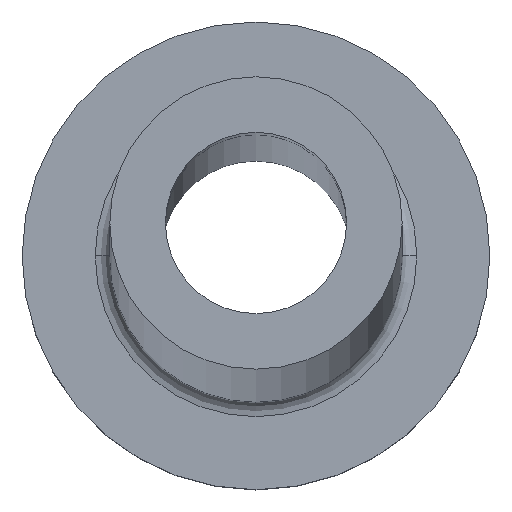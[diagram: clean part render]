
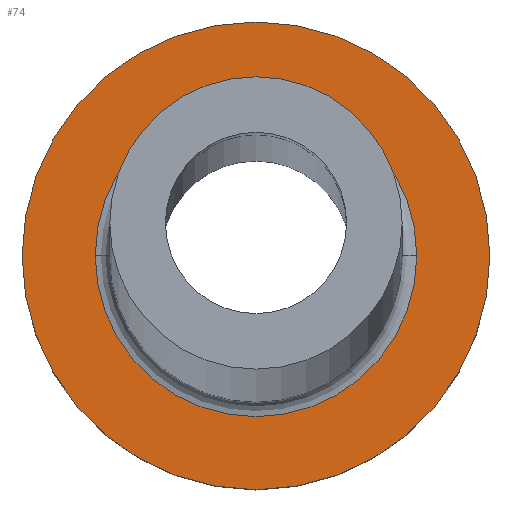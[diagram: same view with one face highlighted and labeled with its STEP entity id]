
A CAD part, top view. The second image highlights one B-rep face of the part: STEP entity #74.
In plain terms, the highlighted planar face has unit normal (0, 0, 1).
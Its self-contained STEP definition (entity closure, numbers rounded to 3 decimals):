
#9 = DIRECTION ( 'NONE',  ( 0., 0., -1. ) ) ;
#23 = CARTESIAN_POINT ( 'NONE',  ( 0., 0., 5. ) ) ;
#24 = FACE_BOUND ( 'NONE', #64, .T. ) ;
#61 = AXIS2_PLACEMENT_3D ( 'NONE', #363, #9, #156 ) ;
#63 = VERTEX_POINT ( 'NONE', #184 ) ;
#64 = EDGE_LOOP ( 'NONE', ( #276, #280 ) ) ;
#68 = CIRCLE ( 'NONE', #358, 8. ) ;
#71 = ORIENTED_EDGE ( 'NONE', *, *, #201, .T. ) ;
#74 = ADVANCED_FACE ( 'NONE', ( #24, #297 ), #266, .T. ) ;
#79 = CARTESIAN_POINT ( 'NONE',  ( 0., 0., 5. ) ) ;
#88 = DIRECTION ( 'NONE',  ( 1., 0., 0. ) ) ;
#92 = DIRECTION ( 'NONE',  ( 0., 0., 1. ) ) ;
#123 = CIRCLE ( 'NONE', #61, 5.5 ) ;
#132 = EDGE_CURVE ( 'NONE', #349, #283, #68, .T. ) ;
#145 = DIRECTION ( 'NONE',  ( 0., 0., 1. ) ) ;
#146 = CARTESIAN_POINT ( 'NONE',  ( 5.5, 0., 5. ) ) ;
#153 = CIRCLE ( 'NONE', #220, 5.5 ) ;
#156 = DIRECTION ( 'NONE',  ( 1., 0., 0. ) ) ;
#168 = CARTESIAN_POINT ( 'NONE',  ( 0., 0., 5. ) ) ;
#184 = CARTESIAN_POINT ( 'NONE',  ( -5.5, 0., 5. ) ) ;
#187 = DIRECTION ( 'NONE',  ( 1., 0., 0. ) ) ;
#195 = CARTESIAN_POINT ( 'NONE',  ( -8., 0., 5. ) ) ;
#201 = EDGE_CURVE ( 'NONE', #283, #349, #418, .T. ) ;
#210 = EDGE_CURVE ( 'NONE', #429, #63, #153, .T. ) ;
#213 = ORIENTED_EDGE ( 'NONE', *, *, #132, .T. ) ;
#220 = AXIS2_PLACEMENT_3D ( 'NONE', #79, #329, #88 ) ;
#231 = DIRECTION ( 'NONE',  ( 1., 0., 0. ) ) ;
#253 = EDGE_CURVE ( 'NONE', #63, #429, #123, .T. ) ;
#266 = PLANE ( 'NONE',  #369 ) ;
#276 = ORIENTED_EDGE ( 'NONE', *, *, #210, .T. ) ;
#280 = ORIENTED_EDGE ( 'NONE', *, *, #253, .T. ) ;
#283 = VERTEX_POINT ( 'NONE', #195 ) ;
#290 = AXIS2_PLACEMENT_3D ( 'NONE', #406, #145, #187 ) ;
#297 = FACE_OUTER_BOUND ( 'NONE', #387, .T. ) ;
#329 = DIRECTION ( 'NONE',  ( 0., 0., -1. ) ) ;
#341 = DIRECTION ( 'NONE',  ( 1., 0., 0. ) ) ;
#349 = VERTEX_POINT ( 'NONE', #379 ) ;
#358 = AXIS2_PLACEMENT_3D ( 'NONE', #168, #374, #341 ) ;
#363 = CARTESIAN_POINT ( 'NONE',  ( 0., 0., 5. ) ) ;
#369 = AXIS2_PLACEMENT_3D ( 'NONE', #23, #92, #231 ) ;
#374 = DIRECTION ( 'NONE',  ( 0., 0., 1. ) ) ;
#379 = CARTESIAN_POINT ( 'NONE',  ( 8., 0., 5. ) ) ;
#387 = EDGE_LOOP ( 'NONE', ( #71, #213 ) ) ;
#406 = CARTESIAN_POINT ( 'NONE',  ( 0., 0., 5. ) ) ;
#418 = CIRCLE ( 'NONE', #290, 8. ) ;
#429 = VERTEX_POINT ( 'NONE', #146 ) ;
